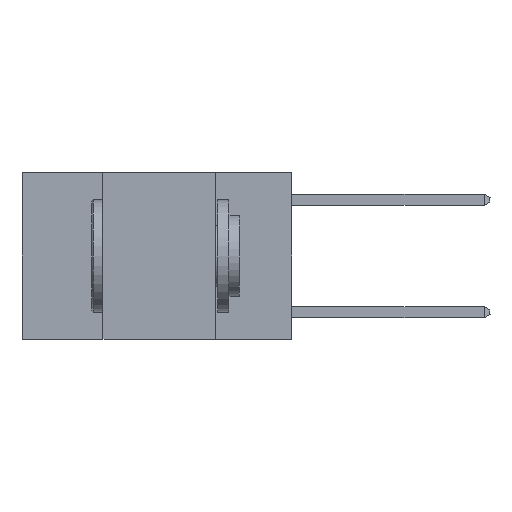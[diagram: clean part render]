
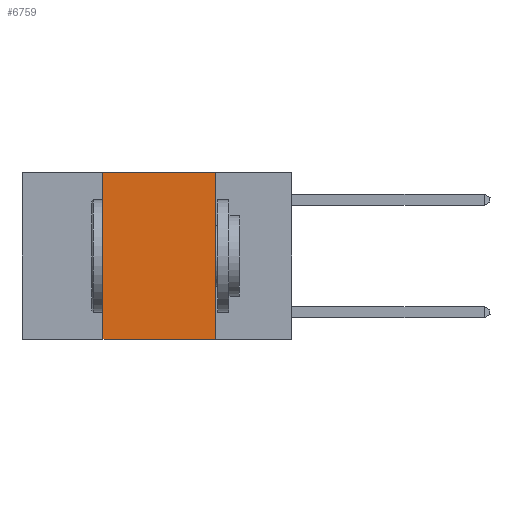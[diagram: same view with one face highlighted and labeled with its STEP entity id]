
A CAD part, left-side view. The second image highlights one B-rep face of the part: STEP entity #6759.
In plain terms, the highlighted planar face has unit normal (-1, 0, 0).
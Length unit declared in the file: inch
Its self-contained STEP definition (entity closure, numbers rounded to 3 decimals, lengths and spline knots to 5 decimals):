
#460 = LINE ( 'NONE', #13758, #12205 ) ;
#469 = ORIENTED_EDGE ( 'NONE', *, *, #2213, .F. ) ;
#1169 = CARTESIAN_POINT ( 'NONE',  ( 0., 0.42, 0. ) ) ;
#1187 = DIRECTION ( 'NONE',  ( 0., 0., -1. ) ) ;
#1344 = DIRECTION ( 'NONE',  ( 1., 0., 0. ) ) ;
#1351 = VERTEX_POINT ( 'NONE', #12380 ) ;
#1723 = CARTESIAN_POINT ( 'NONE',  ( 0., 0.6, -0.37 ) ) ;
#2213 = EDGE_CURVE ( 'NONE', #14756, #9639, #460, .T. ) ;
#2770 = EDGE_CURVE ( 'NONE', #1351, #9639, #13580, .T. ) ;
#2853 = LINE ( 'NONE', #14925, #13865 ) ;
#2870 = DIRECTION ( 'NONE',  ( 0., 0., -1. ) ) ;
#2929 = DIRECTION ( 'NONE',  ( 0., -1., 0. ) ) ;
#4054 = EDGE_CURVE ( 'NONE', #10691, #14756, #2853, .T. ) ;
#4401 = EDGE_CURVE ( 'NONE', #1351, #10691, #8529, .T. ) ;
#5905 = ORIENTED_EDGE ( 'NONE', *, *, #4054, .F. ) ;
#6759 = ADVANCED_FACE ( 'NONE', ( #13422 ), #15643, .F. ) ;
#6933 = ORIENTED_EDGE ( 'NONE', *, *, #4401, .F. ) ;
#7812 = CARTESIAN_POINT ( 'NONE',  ( 0., 0.17, 0. ) ) ;
#8529 = LINE ( 'NONE', #1169, #13615 ) ;
#8934 = DIRECTION ( 'NONE',  ( 0., -1., 0. ) ) ;
#9639 = VERTEX_POINT ( 'NONE', #11071 ) ;
#9876 = DIRECTION ( 'NONE',  ( 0., 0., 1. ) ) ;
#10691 = VERTEX_POINT ( 'NONE', #12295 ) ;
#11071 = CARTESIAN_POINT ( 'NONE',  ( 0., 0.17, -0.37 ) ) ;
#12154 = CARTESIAN_POINT ( 'NONE',  ( 0., 0.6, 0. ) ) ;
#12205 = VECTOR ( 'NONE', #2870, 39.37008 ) ;
#12295 = CARTESIAN_POINT ( 'NONE',  ( 0., 0.42, 0. ) ) ;
#12380 = CARTESIAN_POINT ( 'NONE',  ( 0., 0.42, -0.37 ) ) ;
#12951 = ORIENTED_EDGE ( 'NONE', *, *, #2770, .T. ) ;
#12995 = AXIS2_PLACEMENT_3D ( 'NONE', #12154, #1344, #1187 ) ;
#13422 = FACE_OUTER_BOUND ( 'NONE', #15466, .T. ) ;
#13580 = LINE ( 'NONE', #1723, #15293 ) ;
#13615 = VECTOR ( 'NONE', #9876, 39.37008 ) ;
#13758 = CARTESIAN_POINT ( 'NONE',  ( 0., 0.17, 0. ) ) ;
#13865 = VECTOR ( 'NONE', #2929, 39.37008 ) ;
#14756 = VERTEX_POINT ( 'NONE', #7812 ) ;
#14925 = CARTESIAN_POINT ( 'NONE',  ( 0., 0.6, 0. ) ) ;
#15293 = VECTOR ( 'NONE', #8934, 39.37008 ) ;
#15466 = EDGE_LOOP ( 'NONE', ( #469, #5905, #6933, #12951 ) ) ;
#15643 = PLANE ( 'NONE',  #12995 ) ;
